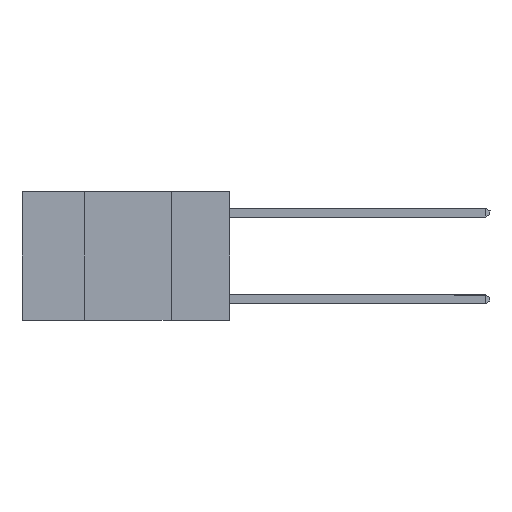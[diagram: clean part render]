
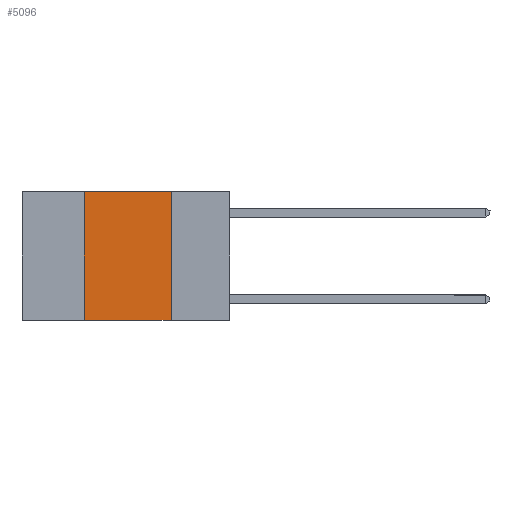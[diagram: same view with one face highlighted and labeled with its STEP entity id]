
A CAD part, left-side view. The second image highlights one B-rep face of the part: STEP entity #5096.
In plain terms, the highlighted planar face has unit normal (-1, 0, 0).
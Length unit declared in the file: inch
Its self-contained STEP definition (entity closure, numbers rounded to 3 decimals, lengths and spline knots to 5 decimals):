
#315 = LINE ( 'NONE', #13056, #9392 ) ;
#810 = DIRECTION ( 'NONE',  ( 0., -1., 0. ) ) ;
#1100 = DIRECTION ( 'NONE',  ( 0., 0., -1. ) ) ;
#2344 = EDGE_CURVE ( 'NONE', #3766, #7598, #16428, .T. ) ;
#3503 = LINE ( 'NONE', #7634, #7192 ) ;
#3585 = EDGE_LOOP ( 'NONE', ( #9820, #12632, #22329, #16042 ) ) ;
#3766 = VERTEX_POINT ( 'NONE', #8193 ) ;
#3798 = CARTESIAN_POINT ( 'NONE',  ( 0., 0.17, 0. ) ) ;
#4744 = VERTEX_POINT ( 'NONE', #9195 ) ;
#5096 = ADVANCED_FACE ( 'NONE', ( #21941 ), #8307, .F. ) ;
#6022 = CARTESIAN_POINT ( 'NONE',  ( 0., 0.6, -0.37 ) ) ;
#6273 = CARTESIAN_POINT ( 'NONE',  ( 0., 0.6, 0. ) ) ;
#7192 = VECTOR ( 'NONE', #22154, 39.37008 ) ;
#7598 = VERTEX_POINT ( 'NONE', #3798 ) ;
#7634 = CARTESIAN_POINT ( 'NONE',  ( 0., 0.42, 0. ) ) ;
#8193 = CARTESIAN_POINT ( 'NONE',  ( 0., 0.42, 0. ) ) ;
#8307 = PLANE ( 'NONE',  #17991 ) ;
#8486 = VECTOR ( 'NONE', #810, 39.37008 ) ;
#9195 = CARTESIAN_POINT ( 'NONE',  ( 0., 0.17, -0.37 ) ) ;
#9392 = VECTOR ( 'NONE', #14873, 39.37008 ) ;
#9820 = ORIENTED_EDGE ( 'NONE', *, *, #20356, .F. ) ;
#10147 = CARTESIAN_POINT ( 'NONE',  ( 0., 0.6, 0. ) ) ;
#10611 = CARTESIAN_POINT ( 'NONE',  ( 0., 0.42, -0.37 ) ) ;
#11975 = DIRECTION ( 'NONE',  ( 1., 0., 0. ) ) ;
#12632 = ORIENTED_EDGE ( 'NONE', *, *, #2344, .F. ) ;
#12924 = EDGE_CURVE ( 'NONE', #16464, #4744, #20164, .T. ) ;
#13056 = CARTESIAN_POINT ( 'NONE',  ( 0., 0.17, 0. ) ) ;
#14248 = VECTOR ( 'NONE', #18796, 39.37008 ) ;
#14873 = DIRECTION ( 'NONE',  ( 0., 0., -1. ) ) ;
#16042 = ORIENTED_EDGE ( 'NONE', *, *, #12924, .T. ) ;
#16428 = LINE ( 'NONE', #6273, #8486 ) ;
#16464 = VERTEX_POINT ( 'NONE', #10611 ) ;
#17817 = EDGE_CURVE ( 'NONE', #16464, #3766, #3503, .T. ) ;
#17991 = AXIS2_PLACEMENT_3D ( 'NONE', #10147, #11975, #1100 ) ;
#18796 = DIRECTION ( 'NONE',  ( 0., -1., 0. ) ) ;
#20164 = LINE ( 'NONE', #6022, #14248 ) ;
#20356 = EDGE_CURVE ( 'NONE', #7598, #4744, #315, .T. ) ;
#21941 = FACE_OUTER_BOUND ( 'NONE', #3585, .T. ) ;
#22154 = DIRECTION ( 'NONE',  ( 0., 0., 1. ) ) ;
#22329 = ORIENTED_EDGE ( 'NONE', *, *, #17817, .F. ) ;
